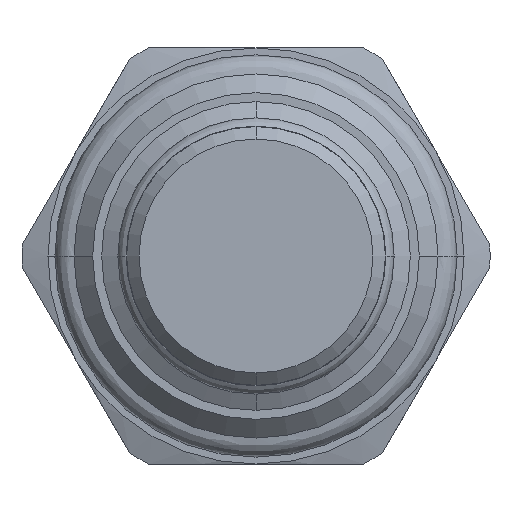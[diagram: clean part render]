
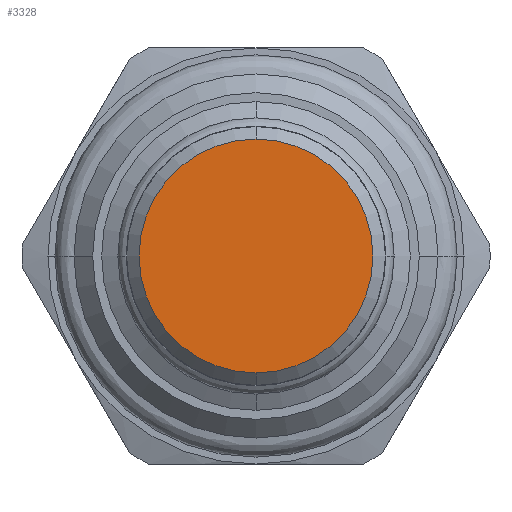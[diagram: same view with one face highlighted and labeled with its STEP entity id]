
A CAD part, front view. The second image highlights one B-rep face of the part: STEP entity #3328.
In plain terms, the highlighted planar face has unit normal (0, -1, 0).
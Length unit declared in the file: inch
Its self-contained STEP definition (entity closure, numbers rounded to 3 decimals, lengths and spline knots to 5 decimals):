
#1144=CARTESIAN_POINT('',(0.,-1.253,0.));
#1145=DIRECTION('',(0.,1.,0.));
#1146=DIRECTION('',(0.,0.,1.));
#1147=AXIS2_PLACEMENT_3D('',#1144,#1145,#1146);
#1162=CARTESIAN_POINT('',(0.,-1.253,0.));
#1163=DIRECTION('',(0.,1.,0.));
#1164=DIRECTION('',(0.,0.,-1.));
#1165=AXIS2_PLACEMENT_3D('',#1162,#1163,#1164);
#1495=CARTESIAN_POINT('',(0.,-1.253,-0.281));
#1496=CARTESIAN_POINT('',(0.,-1.253,0.281));
#1497=VERTEX_POINT('',#1495);
#1498=VERTEX_POINT('',#1496);
#3318=CARTESIAN_POINT('',(0.,-1.253,0.));
#3319=DIRECTION('',(0.,-1.,0.));
#3320=DIRECTION('',(0.,0.,-1.));
#3321=AXIS2_PLACEMENT_3D('',#3318,#3319,#3320);
#3322=PLANE('',#3321);
#3323=ORIENTED_EDGE('',*,*,#3308,.T.);
#3325=ORIENTED_EDGE('',*,*,#3324,.T.);
#3326=EDGE_LOOP('',(#3323,#3325));
#3327=FACE_OUTER_BOUND('',#3326,.F.);
#3328=ADVANCED_FACE('',(#3327),#3322,.T.);
#1148=CIRCLE('',#1147,0.281);
#1166=CIRCLE('',#1165,0.281);
#3308=EDGE_CURVE('',#1498,#1497,#1148,.T.);
#3324=EDGE_CURVE('',#1497,#1498,#1166,.T.);
